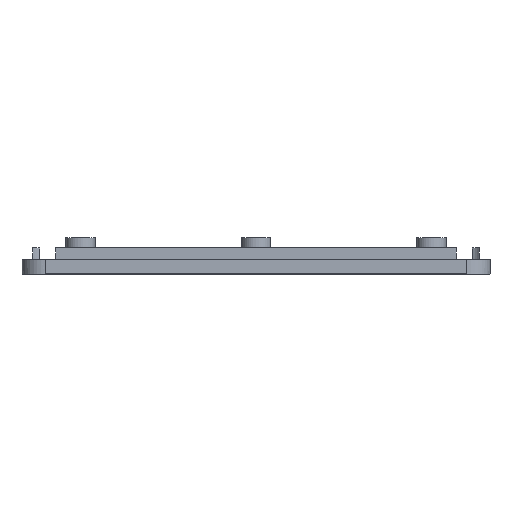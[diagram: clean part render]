
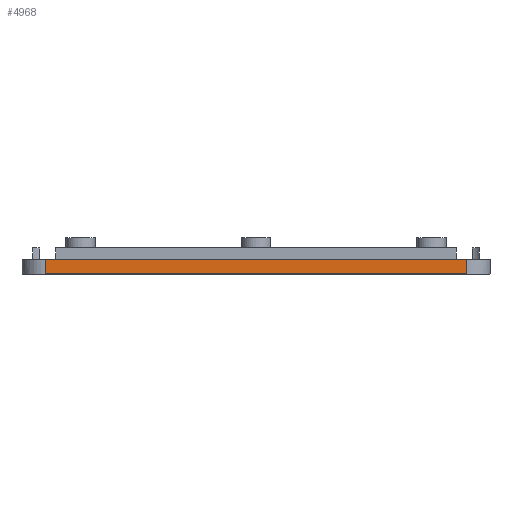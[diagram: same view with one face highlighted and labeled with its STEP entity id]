
A CAD part, left-side view. The second image highlights one B-rep face of the part: STEP entity #4968.
In plain terms, the highlighted planar face has unit normal (-1, 0, 0).
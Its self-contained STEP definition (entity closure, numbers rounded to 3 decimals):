
#320 = CYLINDRICAL_SURFACE('',#321,4.);
#321 = AXIS2_PLACEMENT_3D('',#322,#323,#324);
#322 = CARTESIAN_POINT('',(-56.,-36.,-2.25));
#323 = DIRECTION('',(-0.,-0.,-1.));
#324 = DIRECTION('',(1.,0.,0.));
#1705 = PLANE('',#1706);
#1706 = AXIS2_PLACEMENT_3D('',#1707,#1708,#1709);
#1707 = CARTESIAN_POINT('',(-60.,-36.,-2.15));
#1708 = DIRECTION('',(0.,0.,1.));
#1709 = DIRECTION('',(1.,0.,0.));
#1749 = CYLINDRICAL_SURFACE('',#1750,4.);
#1750 = AXIS2_PLACEMENT_3D('',#1751,#1752,#1753);
#1751 = CARTESIAN_POINT('',(-56.,36.,-2.25));
#1752 = DIRECTION('',(-0.,-0.,-1.));
#1753 = DIRECTION('',(1.,0.,0.));
#1820 = VERTEX_POINT('',#1821);
#1821 = CARTESIAN_POINT('',(-60.,-36.,-2.15));
#1847 = EDGE_CURVE('',#1820,#1848,#1850,.T.);
#1848 = VERTEX_POINT('',#1849);
#1849 = CARTESIAN_POINT('',(-60.,-36.,0.25));
#1850 = SURFACE_CURVE('',#1851,(#1855,#1862),.PCURVE_S1.);
#1851 = LINE('',#1852,#1853);
#1852 = CARTESIAN_POINT('',(-60.,-36.,-2.15));
#1853 = VECTOR('',#1854,1.);
#1854 = DIRECTION('',(0.,0.,1.));
#1855 = PCURVE('',#320,#1856);
#1856 = DEFINITIONAL_REPRESENTATION('',(#1857),#1861);
#1857 = LINE('',#1858,#1859);
#1858 = CARTESIAN_POINT('',(-3.142,-0.1));
#1859 = VECTOR('',#1860,1.);
#1860 = DIRECTION('',(-0.,-1.));
#1861 = ( GEOMETRIC_REPRESENTATION_CONTEXT(2) 
PARAMETRIC_REPRESENTATION_CONTEXT() REPRESENTATION_CONTEXT('2D SPACE',''
  ) );
#1862 = PCURVE('',#1863,#1868);
#1863 = PLANE('',#1864);
#1864 = AXIS2_PLACEMENT_3D('',#1865,#1866,#1867);
#1865 = CARTESIAN_POINT('',(-60.,-36.,-2.15));
#1866 = DIRECTION('',(1.,0.,0.));
#1867 = DIRECTION('',(0.,0.,1.));
#1868 = DEFINITIONAL_REPRESENTATION('',(#1869),#1873);
#1869 = LINE('',#1870,#1871);
#1870 = CARTESIAN_POINT('',(0.,0.));
#1871 = VECTOR('',#1872,1.);
#1872 = DIRECTION('',(1.,0.));
#1873 = ( GEOMETRIC_REPRESENTATION_CONTEXT(2) 
PARAMETRIC_REPRESENTATION_CONTEXT() REPRESENTATION_CONTEXT('2D SPACE',''
  ) );
#4339 = VERTEX_POINT('',#4340);
#4340 = CARTESIAN_POINT('',(-60.,36.,-2.15));
#4366 = EDGE_CURVE('',#1820,#4339,#4367,.T.);
#4367 = SURFACE_CURVE('',#4368,(#4372,#4379),.PCURVE_S1.);
#4368 = LINE('',#4369,#4370);
#4369 = CARTESIAN_POINT('',(-60.,-36.,-2.15));
#4370 = VECTOR('',#4371,1.);
#4371 = DIRECTION('',(0.,1.,0.));
#4372 = PCURVE('',#1705,#4373);
#4373 = DEFINITIONAL_REPRESENTATION('',(#4374),#4378);
#4374 = LINE('',#4375,#4376);
#4375 = CARTESIAN_POINT('',(0.,0.));
#4376 = VECTOR('',#4377,1.);
#4377 = DIRECTION('',(0.,1.));
#4378 = ( GEOMETRIC_REPRESENTATION_CONTEXT(2) 
PARAMETRIC_REPRESENTATION_CONTEXT() REPRESENTATION_CONTEXT('2D SPACE',''
  ) );
#4379 = PCURVE('',#1863,#4380);
#4380 = DEFINITIONAL_REPRESENTATION('',(#4381),#4385);
#4381 = LINE('',#4382,#4383);
#4382 = CARTESIAN_POINT('',(0.,0.));
#4383 = VECTOR('',#4384,1.);
#4384 = DIRECTION('',(0.,-1.));
#4385 = ( GEOMETRIC_REPRESENTATION_CONTEXT(2) 
PARAMETRIC_REPRESENTATION_CONTEXT() REPRESENTATION_CONTEXT('2D SPACE',''
  ) );
#4476 = VERTEX_POINT('',#4477);
#4477 = CARTESIAN_POINT('',(-60.,36.,0.25));
#4504 = EDGE_CURVE('',#4339,#4476,#4505,.T.);
#4505 = SURFACE_CURVE('',#4506,(#4510,#4517),.PCURVE_S1.);
#4506 = LINE('',#4507,#4508);
#4507 = CARTESIAN_POINT('',(-60.,36.,-2.15));
#4508 = VECTOR('',#4509,1.);
#4509 = DIRECTION('',(0.,0.,1.));
#4510 = PCURVE('',#1749,#4511);
#4511 = DEFINITIONAL_REPRESENTATION('',(#4512),#4516);
#4512 = LINE('',#4513,#4514);
#4513 = CARTESIAN_POINT('',(-3.142,-0.1));
#4514 = VECTOR('',#4515,1.);
#4515 = DIRECTION('',(-0.,-1.));
#4516 = ( GEOMETRIC_REPRESENTATION_CONTEXT(2) 
PARAMETRIC_REPRESENTATION_CONTEXT() REPRESENTATION_CONTEXT('2D SPACE',''
  ) );
#4517 = PCURVE('',#1863,#4518);
#4518 = DEFINITIONAL_REPRESENTATION('',(#4519),#4523);
#4519 = LINE('',#4520,#4521);
#4520 = CARTESIAN_POINT('',(0.,-72.));
#4521 = VECTOR('',#4522,1.);
#4522 = DIRECTION('',(1.,0.));
#4523 = ( GEOMETRIC_REPRESENTATION_CONTEXT(2) 
PARAMETRIC_REPRESENTATION_CONTEXT() REPRESENTATION_CONTEXT('2D SPACE',''
  ) );
#4759 = PLANE('',#4760);
#4760 = AXIS2_PLACEMENT_3D('',#4761,#4762,#4763);
#4761 = CARTESIAN_POINT('',(-60.,-36.,-2.15));
#4762 = DIRECTION('',(0.,1.,0.));
#4763 = DIRECTION('',(0.,0.,1.));
#4968 = ADVANCED_FACE('',(#4969),#1863,.F.);
#4969 = FACE_BOUND('',#4970,.F.);
#4970 = EDGE_LOOP('',(#4971,#4972,#4973,#4974,#5002,#5030));
#4971 = ORIENTED_EDGE('',*,*,#1847,.F.);
#4972 = ORIENTED_EDGE('',*,*,#4366,.T.);
#4973 = ORIENTED_EDGE('',*,*,#4504,.T.);
#4974 = ORIENTED_EDGE('',*,*,#4975,.T.);
#4975 = EDGE_CURVE('',#4476,#4976,#4978,.T.);
#4976 = VERTEX_POINT('',#4977);
#4977 = CARTESIAN_POINT('',(-60.,36.,0.35));
#4978 = SURFACE_CURVE('',#4979,(#4983,#4990),.PCURVE_S1.);
#4979 = LINE('',#4980,#4981);
#4980 = CARTESIAN_POINT('',(-60.,36.,-2.15));
#4981 = VECTOR('',#4982,1.);
#4982 = DIRECTION('',(0.,0.,1.));
#4983 = PCURVE('',#1863,#4984);
#4984 = DEFINITIONAL_REPRESENTATION('',(#4985),#4989);
#4985 = LINE('',#4986,#4987);
#4986 = CARTESIAN_POINT('',(0.,-72.));
#4987 = VECTOR('',#4988,1.);
#4988 = DIRECTION('',(1.,0.));
#4989 = ( GEOMETRIC_REPRESENTATION_CONTEXT(2) 
PARAMETRIC_REPRESENTATION_CONTEXT() REPRESENTATION_CONTEXT('2D SPACE',''
  ) );
#4990 = PCURVE('',#4991,#4996);
#4991 = PLANE('',#4992);
#4992 = AXIS2_PLACEMENT_3D('',#4993,#4994,#4995);
#4993 = CARTESIAN_POINT('',(-60.,36.,-2.15));
#4994 = DIRECTION('',(0.,1.,0.));
#4995 = DIRECTION('',(0.,0.,1.));
#4996 = DEFINITIONAL_REPRESENTATION('',(#4997),#5001);
#4997 = LINE('',#4998,#4999);
#4998 = CARTESIAN_POINT('',(0.,0.));
#4999 = VECTOR('',#5000,1.);
#5000 = DIRECTION('',(1.,0.));
#5001 = ( GEOMETRIC_REPRESENTATION_CONTEXT(2) 
PARAMETRIC_REPRESENTATION_CONTEXT() REPRESENTATION_CONTEXT('2D SPACE',''
  ) );
#5002 = ORIENTED_EDGE('',*,*,#5003,.F.);
#5003 = EDGE_CURVE('',#5004,#4976,#5006,.T.);
#5004 = VERTEX_POINT('',#5005);
#5005 = CARTESIAN_POINT('',(-60.,-36.,0.35));
#5006 = SURFACE_CURVE('',#5007,(#5011,#5018),.PCURVE_S1.);
#5007 = LINE('',#5008,#5009);
#5008 = CARTESIAN_POINT('',(-60.,-36.,0.35));
#5009 = VECTOR('',#5010,1.);
#5010 = DIRECTION('',(0.,1.,0.));
#5011 = PCURVE('',#1863,#5012);
#5012 = DEFINITIONAL_REPRESENTATION('',(#5013),#5017);
#5013 = LINE('',#5014,#5015);
#5014 = CARTESIAN_POINT('',(2.5,0.));
#5015 = VECTOR('',#5016,1.);
#5016 = DIRECTION('',(0.,-1.));
#5017 = ( GEOMETRIC_REPRESENTATION_CONTEXT(2) 
PARAMETRIC_REPRESENTATION_CONTEXT() REPRESENTATION_CONTEXT('2D SPACE',''
  ) );
#5018 = PCURVE('',#5019,#5024);
#5019 = PLANE('',#5020);
#5020 = AXIS2_PLACEMENT_3D('',#5021,#5022,#5023);
#5021 = CARTESIAN_POINT('',(-60.,-36.,0.35));
#5022 = DIRECTION('',(0.,0.,1.));
#5023 = DIRECTION('',(1.,0.,0.));
#5024 = DEFINITIONAL_REPRESENTATION('',(#5025),#5029);
#5025 = LINE('',#5026,#5027);
#5026 = CARTESIAN_POINT('',(0.,0.));
#5027 = VECTOR('',#5028,1.);
#5028 = DIRECTION('',(0.,1.));
#5029 = ( GEOMETRIC_REPRESENTATION_CONTEXT(2) 
PARAMETRIC_REPRESENTATION_CONTEXT() REPRESENTATION_CONTEXT('2D SPACE',''
  ) );
#5030 = ORIENTED_EDGE('',*,*,#5031,.F.);
#5031 = EDGE_CURVE('',#1848,#5004,#5032,.T.);
#5032 = SURFACE_CURVE('',#5033,(#5037,#5044),.PCURVE_S1.);
#5033 = LINE('',#5034,#5035);
#5034 = CARTESIAN_POINT('',(-60.,-36.,-2.15));
#5035 = VECTOR('',#5036,1.);
#5036 = DIRECTION('',(0.,0.,1.));
#5037 = PCURVE('',#1863,#5038);
#5038 = DEFINITIONAL_REPRESENTATION('',(#5039),#5043);
#5039 = LINE('',#5040,#5041);
#5040 = CARTESIAN_POINT('',(0.,0.));
#5041 = VECTOR('',#5042,1.);
#5042 = DIRECTION('',(1.,0.));
#5043 = ( GEOMETRIC_REPRESENTATION_CONTEXT(2) 
PARAMETRIC_REPRESENTATION_CONTEXT() REPRESENTATION_CONTEXT('2D SPACE',''
  ) );
#5044 = PCURVE('',#4759,#5045);
#5045 = DEFINITIONAL_REPRESENTATION('',(#5046),#5050);
#5046 = LINE('',#5047,#5048);
#5047 = CARTESIAN_POINT('',(0.,0.));
#5048 = VECTOR('',#5049,1.);
#5049 = DIRECTION('',(1.,0.));
#5050 = ( GEOMETRIC_REPRESENTATION_CONTEXT(2) 
PARAMETRIC_REPRESENTATION_CONTEXT() REPRESENTATION_CONTEXT('2D SPACE',''
  ) );
